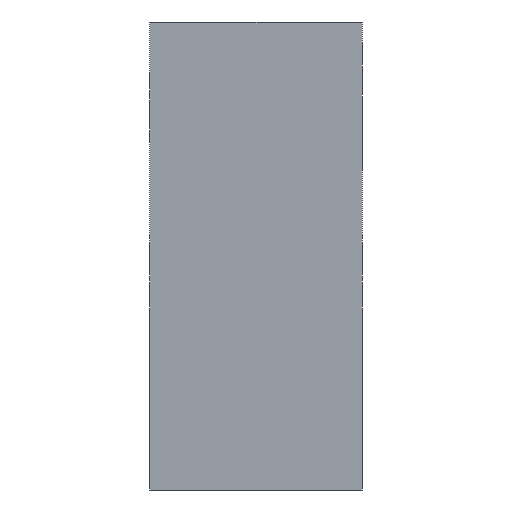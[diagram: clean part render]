
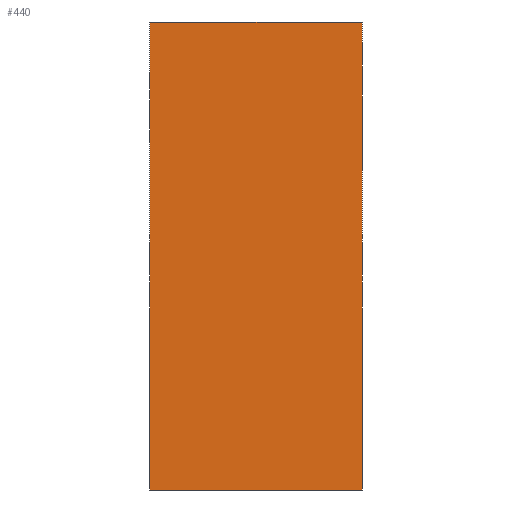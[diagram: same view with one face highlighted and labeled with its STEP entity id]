
A CAD part, left-side view. The second image highlights one B-rep face of the part: STEP entity #440.
In plain terms, the highlighted planar face has unit normal (-1, 0, 0).
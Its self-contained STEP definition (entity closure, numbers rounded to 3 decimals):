
#20=LINE($,#739,#32);
#22=LINE($,#743,#34);
#25=LINE($,#749,#37);
#26=LINE($,#750,#38);
#32=VECTOR($,#624,10.);
#34=VECTOR($,#628,22.);
#37=VECTOR($,#633,22.);
#38=VECTOR($,#634,10.);
#51=PLANE($,#504);
#121=FACE_OUTER_BOUND($,#179,.T.);
#179=EDGE_LOOP($,(#371,#372,#373,#374));
#261=VERTEX_POINT($,#736);
#262=VERTEX_POINT($,#738);
#263=VERTEX_POINT($,#742);
#265=VERTEX_POINT($,#748);
#301=EDGE_CURVE($,#261,#262,#20,.T.);
#303=EDGE_CURVE($,#262,#263,#22,.T.);
#306=EDGE_CURVE($,#261,#265,#25,.T.);
#307=EDGE_CURVE($,#263,#265,#26,.T.);
#371=ORIENTED_EDGE($,*,*,#306,.T.);
#372=ORIENTED_EDGE($,*,*,#307,.F.);
#373=ORIENTED_EDGE($,*,*,#303,.F.);
#374=ORIENTED_EDGE($,*,*,#301,.F.);
#440=ADVANCED_FACE($,(#121),#51,.F.);
#504=AXIS2_PLACEMENT_3D($,#747,#631,#632);
#624=DIRECTION($,(0.,-1.,0.));
#628=DIRECTION($,(0.,0.,-1.));
#631=DIRECTION('center_axis',(1.,0.,0.));
#632=DIRECTION('ref_axis',(0.,0.,-1.));
#633=DIRECTION($,(0.,0.,-1.));
#634=DIRECTION($,(0.,1.,0.));
#736=CARTESIAN_POINT('',(-45.,5.,22.));
#738=CARTESIAN_POINT('',(-45.,-5.,22.));
#739=CARTESIAN_POINT($,(-45.,0.,22.));
#742=CARTESIAN_POINT('',(-45.,-5.,0.));
#743=CARTESIAN_POINT($,(-45.,-5.,11.));
#747=CARTESIAN_POINT('Origin',(-45.,0.,11.));
#748=CARTESIAN_POINT('',(-45.,5.,0.));
#749=CARTESIAN_POINT($,(-45.,5.,11.));
#750=CARTESIAN_POINT($,(-45.,0.,0.));
